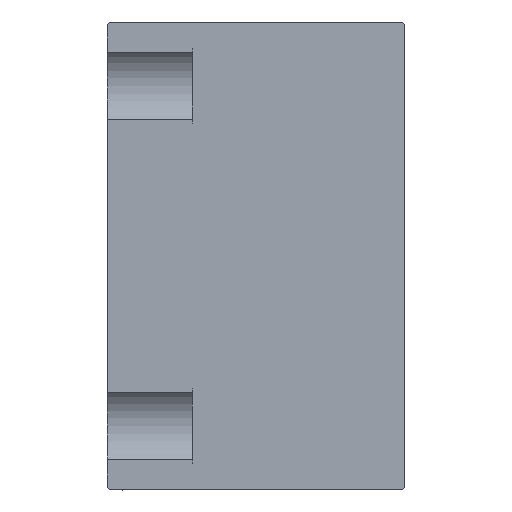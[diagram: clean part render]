
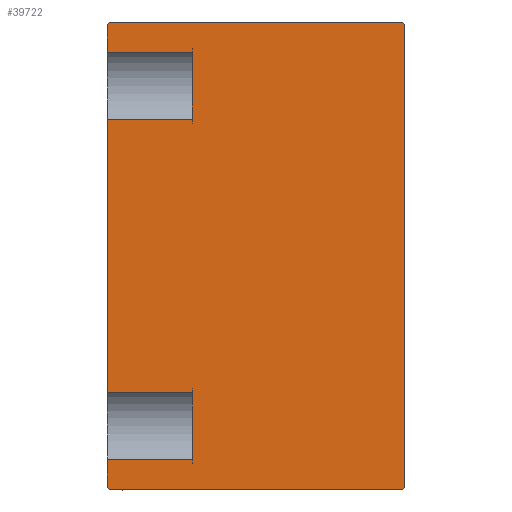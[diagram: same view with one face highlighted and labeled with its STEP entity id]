
A CAD part, left-side view. The second image highlights one B-rep face of the part: STEP entity #39722.
In plain terms, the highlighted face is planar.
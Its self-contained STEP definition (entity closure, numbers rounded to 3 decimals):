
#741 = VERTEX_POINT ( 'NONE', #6188 ) ;
#886 = VERTEX_POINT ( 'NONE', #34756 ) ;
#940 = CARTESIAN_POINT ( 'NONE',  ( 56., -17.5, -27.2 ) ) ;
#946 = ORIENTED_EDGE ( 'NONE', *, *, #28505, .T. ) ;
#1572 = CARTESIAN_POINT ( 'NONE',  ( 56., -7.5, -16.087 ) ) ;
#2735 = DIRECTION ( 'NONE',  ( 0., -1., 0. ) ) ;
#3916 = ORIENTED_EDGE ( 'NONE', *, *, #13530, .T. ) ;
#4885 = VERTEX_POINT ( 'NONE', #29664 ) ;
#4948 = VERTEX_POINT ( 'NONE', #36356 ) ;
#5426 = ORIENTED_EDGE ( 'NONE', *, *, #15698, .T. ) ;
#5486 = VERTEX_POINT ( 'NONE', #14230 ) ;
#5492 = CARTESIAN_POINT ( 'NONE',  ( 56., -17.2, 27.5 ) ) ;
#5563 = CARTESIAN_POINT ( 'NONE',  ( 56., -7.5, -23.913 ) ) ;
#5992 = LINE ( 'NONE', #5563, #43966 ) ;
#6124 = VECTOR ( 'NONE', #20726, 1000. ) ;
#6188 = CARTESIAN_POINT ( 'NONE',  ( 56., -17.5, 23.913 ) ) ;
#7251 = CARTESIAN_POINT ( 'NONE',  ( 56., -17.2, -27.5 ) ) ;
#7521 = ORIENTED_EDGE ( 'NONE', *, *, #32167, .T. ) ;
#8266 = DIRECTION ( 'NONE',  ( 0., 1., 0. ) ) ;
#8347 = VECTOR ( 'NONE', #35101, 1000. ) ;
#8374 = ORIENTED_EDGE ( 'NONE', *, *, #43809, .F. ) ;
#8490 = CARTESIAN_POINT ( 'NONE',  ( 56., -7.5, 16.087 ) ) ;
#8606 = ORIENTED_EDGE ( 'NONE', *, *, #27838, .F. ) ;
#8637 = VERTEX_POINT ( 'NONE', #29595 ) ;
#9660 = CARTESIAN_POINT ( 'NONE',  ( 56., 0., 0. ) ) ;
#10403 = DIRECTION ( 'NONE',  ( 0., 0., -1. ) ) ;
#10945 = DIRECTION ( 'NONE',  ( 0., 0., -1. ) ) ;
#11034 = LINE ( 'NONE', #13950, #15413 ) ;
#12108 = EDGE_CURVE ( 'NONE', #886, #4885, #35075, .T. ) ;
#12783 = CARTESIAN_POINT ( 'NONE',  ( 56., 22.35, 22.35 ) ) ;
#12965 = ORIENTED_EDGE ( 'NONE', *, *, #27729, .T. ) ;
#13147 = DIRECTION ( 'NONE',  ( 0., 0., -1. ) ) ;
#13237 = EDGE_CURVE ( 'NONE', #22676, #23845, #29552, .T. ) ;
#13274 = VECTOR ( 'NONE', #2735, 1000. ) ;
#13461 = AXIS2_PLACEMENT_3D ( 'NONE', #9660, #23533, #23971 ) ;
#13530 = EDGE_CURVE ( 'NONE', #42456, #14039, #38919, .T. ) ;
#13725 = CARTESIAN_POINT ( 'NONE',  ( 56., -22.35, -22.35 ) ) ;
#13950 = CARTESIAN_POINT ( 'NONE',  ( 56., -17.5, 27.5 ) ) ;
#14039 = VERTEX_POINT ( 'NONE', #28704 ) ;
#14230 = CARTESIAN_POINT ( 'NONE',  ( 56., -17.5, -23.913 ) ) ;
#14647 = EDGE_CURVE ( 'NONE', #5486, #4885, #5992, .T. ) ;
#15219 = ORIENTED_EDGE ( 'NONE', *, *, #13237, .T. ) ;
#15413 = VECTOR ( 'NONE', #27580, 1000. ) ;
#15429 = EDGE_CURVE ( 'NONE', #4948, #18272, #26144, .T. ) ;
#15698 = EDGE_CURVE ( 'NONE', #14039, #41371, #18273, .T. ) ;
#16588 = LINE ( 'NONE', #36698, #13274 ) ;
#17118 = CARTESIAN_POINT ( 'NONE',  ( 56., -17.5, 27.5 ) ) ;
#17398 = ORIENTED_EDGE ( 'NONE', *, *, #15429, .T. ) ;
#17538 = EDGE_CURVE ( 'NONE', #38001, #42456, #41203, .T. ) ;
#17575 = LINE ( 'NONE', #31206, #6124 ) ;
#18272 = VERTEX_POINT ( 'NONE', #31470 ) ;
#18273 = LINE ( 'NONE', #25204, #26161 ) ;
#18556 = CARTESIAN_POINT ( 'NONE',  ( 56., -17.5, 27.5 ) ) ;
#18939 = VECTOR ( 'NONE', #10945, 1000. ) ;
#20483 = CARTESIAN_POINT ( 'NONE',  ( 56., 17.5, -27.5 ) ) ;
#20726 = DIRECTION ( 'NONE',  ( 0., -1., 0. ) ) ;
#20886 = EDGE_CURVE ( 'NONE', #886, #38631, #32192, .T. ) ;
#21009 = ORIENTED_EDGE ( 'NONE', *, *, #14647, .F. ) ;
#21280 = VECTOR ( 'NONE', #29767, 1000. ) ;
#22305 = CARTESIAN_POINT ( 'NONE',  ( 56., -17.5, 16.087 ) ) ;
#22636 = ORIENTED_EDGE ( 'NONE', *, *, #38314, .T. ) ;
#22676 = VERTEX_POINT ( 'NONE', #32090 ) ;
#22729 = VERTEX_POINT ( 'NONE', #5492 ) ;
#22994 = CARTESIAN_POINT ( 'NONE',  ( 56., -7.5, 0. ) ) ;
#23286 = CARTESIAN_POINT ( 'NONE',  ( 56., -22.35, 22.35 ) ) ;
#23533 = DIRECTION ( 'NONE',  ( 1., 0., 0. ) ) ;
#23845 = VERTEX_POINT ( 'NONE', #43849 ) ;
#23971 = DIRECTION ( 'NONE',  ( 0., 0., -1. ) ) ;
#24239 = ORIENTED_EDGE ( 'NONE', *, *, #32780, .T. ) ;
#24827 = LINE ( 'NONE', #8490, #34950 ) ;
#25204 = CARTESIAN_POINT ( 'NONE',  ( 56., 22.35, -22.35 ) ) ;
#26144 = LINE ( 'NONE', #22994, #29018 ) ;
#26161 = VECTOR ( 'NONE', #28331, 1000. ) ;
#26425 = DIRECTION ( 'NONE',  ( 0., -0.707, 0.707 ) ) ;
#26867 = VECTOR ( 'NONE', #27606, 1000. ) ;
#27355 = DIRECTION ( 'NONE',  ( 0., 0.707, -0.707 ) ) ;
#27580 = DIRECTION ( 'NONE',  ( 0., 0., -1. ) ) ;
#27606 = DIRECTION ( 'NONE',  ( 0., 0., 1. ) ) ;
#27729 = EDGE_CURVE ( 'NONE', #28354, #38631, #11034, .T. ) ;
#27838 = EDGE_CURVE ( 'NONE', #4948, #741, #16588, .T. ) ;
#28197 = DIRECTION ( 'NONE',  ( 0., 1., 0. ) ) ;
#28331 = DIRECTION ( 'NONE',  ( 0., 0.707, 0.707 ) ) ;
#28354 = VERTEX_POINT ( 'NONE', #22305 ) ;
#28505 = EDGE_CURVE ( 'NONE', #23845, #22729, #17575, .T. ) ;
#28704 = CARTESIAN_POINT ( 'NONE',  ( 56., 17.2, -27.5 ) ) ;
#29018 = VECTOR ( 'NONE', #13147, 1000. ) ;
#29278 = DIRECTION ( 'NONE',  ( 0., 0., -1. ) ) ;
#29552 = LINE ( 'NONE', #12783, #41109 ) ;
#29595 = CARTESIAN_POINT ( 'NONE',  ( 56., -17.5, 27.2 ) ) ;
#29664 = CARTESIAN_POINT ( 'NONE',  ( 56., -7.5, -23.913 ) ) ;
#29767 = DIRECTION ( 'NONE',  ( 0., -0.707, -0.707 ) ) ;
#30305 = LINE ( 'NONE', #20483, #26867 ) ;
#31097 = FACE_OUTER_BOUND ( 'NONE', #39043, .T. ) ;
#31206 = CARTESIAN_POINT ( 'NONE',  ( 56., 17.5, 27.5 ) ) ;
#31470 = CARTESIAN_POINT ( 'NONE',  ( 56., -7.5, 16.087 ) ) ;
#32090 = CARTESIAN_POINT ( 'NONE',  ( 56., 17.5, 27.2 ) ) ;
#32167 = EDGE_CURVE ( 'NONE', #8637, #741, #37666, .T. ) ;
#32192 = LINE ( 'NONE', #1572, #8347 ) ;
#32226 = ORIENTED_EDGE ( 'NONE', *, *, #33536, .T. ) ;
#32780 = EDGE_CURVE ( 'NONE', #41371, #22676, #30305, .T. ) ;
#32831 = DIRECTION ( 'NONE',  ( 0., 1., 0. ) ) ;
#33536 = EDGE_CURVE ( 'NONE', #5486, #38001, #42447, .T. ) ;
#34008 = VECTOR ( 'NONE', #29278, 1000. ) ;
#34756 = CARTESIAN_POINT ( 'NONE',  ( 56., -7.5, -16.087 ) ) ;
#34775 = VECTOR ( 'NONE', #27355, 1000. ) ;
#34950 = VECTOR ( 'NONE', #8266, 1000. ) ;
#35075 = LINE ( 'NONE', #38438, #18939 ) ;
#35101 = DIRECTION ( 'NONE',  ( 0., -1., 0. ) ) ;
#36356 = CARTESIAN_POINT ( 'NONE',  ( 56., -7.5, 23.913 ) ) ;
#36698 = CARTESIAN_POINT ( 'NONE',  ( 56., -7.5, 23.913 ) ) ;
#37080 = ORIENTED_EDGE ( 'NONE', *, *, #12108, .T. ) ;
#37148 = PLANE ( 'NONE',  #13461 ) ;
#37254 = CARTESIAN_POINT ( 'NONE',  ( 56., 17.5, -27.2 ) ) ;
#37537 = VECTOR ( 'NONE', #28197, 1000. ) ;
#37546 = VECTOR ( 'NONE', #10403, 1000. ) ;
#37567 = LINE ( 'NONE', #23286, #21280 ) ;
#37666 = LINE ( 'NONE', #17118, #37546 ) ;
#38001 = VERTEX_POINT ( 'NONE', #940 ) ;
#38314 = EDGE_CURVE ( 'NONE', #22729, #8637, #37567, .T. ) ;
#38438 = CARTESIAN_POINT ( 'NONE',  ( 56., -7.5, 0. ) ) ;
#38631 = VERTEX_POINT ( 'NONE', #39226 ) ;
#38919 = LINE ( 'NONE', #39143, #37537 ) ;
#39021 = ORIENTED_EDGE ( 'NONE', *, *, #20886, .F. ) ;
#39043 = EDGE_LOOP ( 'NONE', ( #3916, #5426, #24239, #15219, #946, #22636, #7521, #8606, #17398, #8374, #12965, #39021, #37080, #21009, #32226, #40047 ) ) ;
#39143 = CARTESIAN_POINT ( 'NONE',  ( 56., -17.5, -27.5 ) ) ;
#39226 = CARTESIAN_POINT ( 'NONE',  ( 56., -17.5, -16.087 ) ) ;
#39722 = ADVANCED_FACE ( 'NONE', ( #31097 ), #37148, .T. ) ;
#40047 = ORIENTED_EDGE ( 'NONE', *, *, #17538, .T. ) ;
#41109 = VECTOR ( 'NONE', #26425, 1000. ) ;
#41203 = LINE ( 'NONE', #13725, #34775 ) ;
#41371 = VERTEX_POINT ( 'NONE', #37254 ) ;
#42447 = LINE ( 'NONE', #18556, #34008 ) ;
#42456 = VERTEX_POINT ( 'NONE', #7251 ) ;
#43809 = EDGE_CURVE ( 'NONE', #28354, #18272, #24827, .T. ) ;
#43849 = CARTESIAN_POINT ( 'NONE',  ( 56., 17.2, 27.5 ) ) ;
#43966 = VECTOR ( 'NONE', #32831, 1000. ) ;
